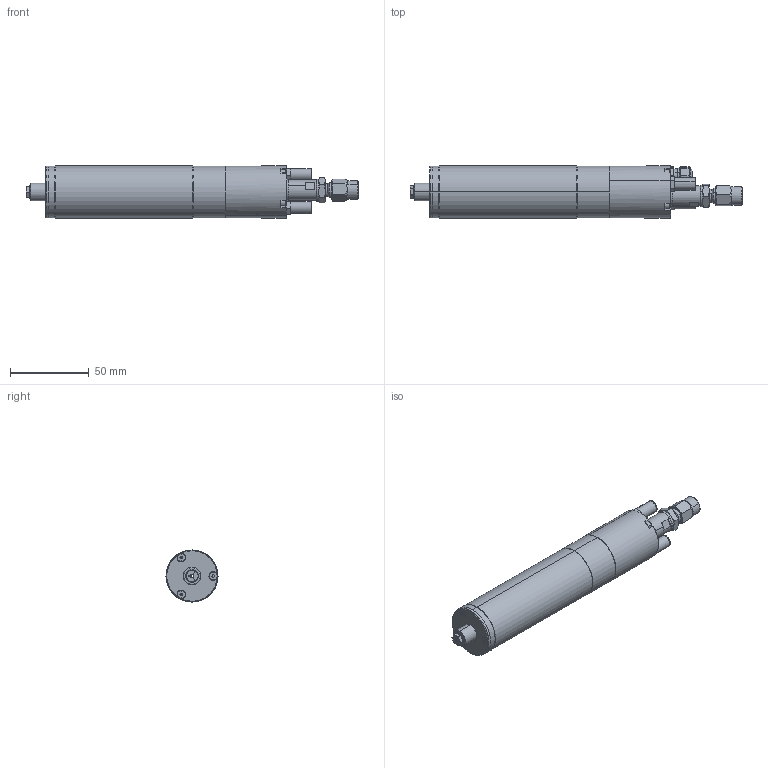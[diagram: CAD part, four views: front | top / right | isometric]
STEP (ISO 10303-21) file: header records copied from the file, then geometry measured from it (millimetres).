
FILE_DESCRIPTION (( 'STEP AP203' ), '1' );
FILE_NAME ('033A050HP-00-.STEP', '2013-07-24T06:27:31', ( '' ), ( '' ), 'SwSTEP 2.0', 'SolidWorks 2012', '' );
FILE_SCHEMA (( 'CONFIG_CONTROL_DESIGN' ));
Length unit declared in the file: millimetre
Products named in the file (1): 033A050HP-00-
Bounding box: 210.36 x 33 x 33 mm (x, y, z)
Surface area: 25115.8 mm2 (no closed solid volume)
Topology: 0 solids, 35 shells, 380 faces, 1168 edges, 800 vertices
Faces by surface type: plane 168, cylinder 117, cone 67, torus 28
Entity records: 13514 total; most frequent: CARTESIAN_POINT 2891, DIRECTION 2336, ORIENTED_EDGE 1942, EDGE_CURVE 1156, AXIS2_PLACEMENT_3D 886, VERTEX_POINT 800, LINE 564, VECTOR 564
